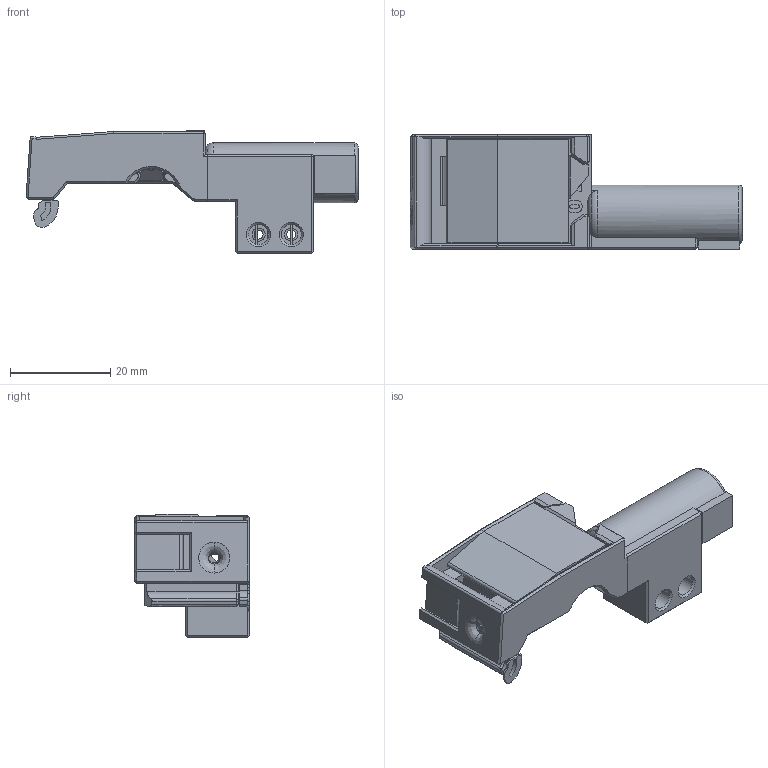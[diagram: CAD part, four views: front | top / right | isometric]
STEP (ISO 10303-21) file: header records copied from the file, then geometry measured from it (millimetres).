
FILE_DESCRIPTION(/* description */ ('STEP AP214'),/* implementation_level */ '2;1');
FILE_NAME(/* name */ 'Filament_Path_Sensored_6x3_Mag v1.step',/* time_stamp */ '2024-11-13T13:11:19-06:00',/* author */ (''),/* organization */ (''),/* preprocessor_version */ 'ST-DEVELOPER v20',/* originating_system */ 'Autodesk Translation Framework v13.20.0.188',/* authorisation */ '');
FILE_SCHEMA (('AUTOMOTIVE_DESIGN { 1 0 10303 214 3 1 1 }'));
Length unit declared in the file: millimetre
Products named in the file (3): Filament_Path_Sensored; Filament Path; Supports
Assembly tree (2 placements, depth 2):
  Filament_Path_Sensored
    Filament Path
    Supports
Bounding box: 66.17 x 22.85 x 24.53 mm (x, y, z)
Volume: 10100.8 mm3; surface area: 11266.3 mm2
Topology: 6 solids, 12 shells, 606 faces, 1594 edges, 1016 vertices
Faces by surface type: plane 403, cylinder 85, bspline 70, cone 41, torus 5, sphere 2
Full cylindrical faces by diameter (mm): 1.8 x2, 2.2 x1, 4 x4, 4.4 x1
Entity records: 24349 total; most frequent: CARTESIAN_POINT 9766, ORIENTED_EDGE 3184, DIRECTION 2711, EDGE_CURVE 1592, LINE 1061, VECTOR 1061, VERTEX_POINT 1016, AXIS2_PLACEMENT_3D 825
